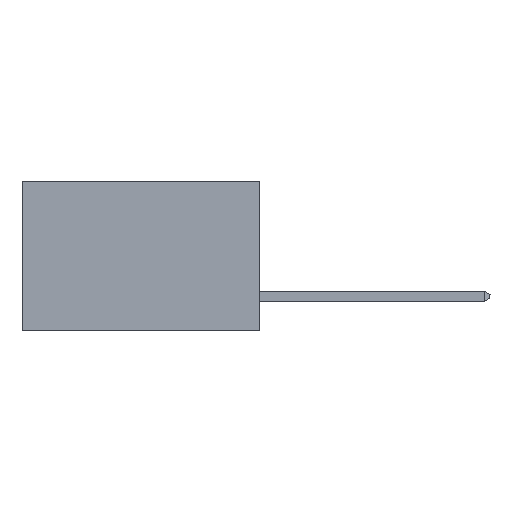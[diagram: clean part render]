
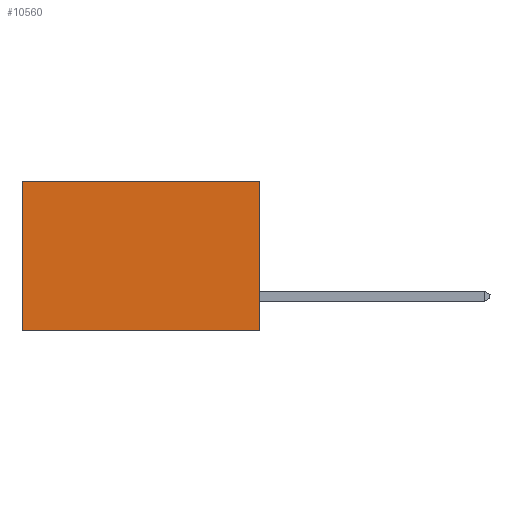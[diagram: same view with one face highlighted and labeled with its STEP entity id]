
A CAD part, left-side view. The second image highlights one B-rep face of the part: STEP entity #10560.
In plain terms, the highlighted planar face has unit normal (-1, 0, 0).
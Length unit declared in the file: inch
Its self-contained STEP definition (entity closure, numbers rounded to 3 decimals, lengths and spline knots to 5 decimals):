
#1041 = CARTESIAN_POINT ( 'NONE',  ( 0.277, 0., 0. ) ) ;
#1111 = EDGE_LOOP ( 'NONE', ( #12464, #15612, #6822, #4487 ) ) ;
#2717 = DIRECTION ( 'NONE',  ( 1., 0., 0. ) ) ;
#3286 = LINE ( 'NONE', #1041, #28133 ) ;
#3500 = CARTESIAN_POINT ( 'NONE',  ( 0.277, 0., -0.37 ) ) ;
#3926 = VERTEX_POINT ( 'NONE', #3500 ) ;
#4367 = DIRECTION ( 'NONE',  ( 0., 1., 0. ) ) ;
#4487 = ORIENTED_EDGE ( 'NONE', *, *, #18052, .T. ) ;
#6822 = ORIENTED_EDGE ( 'NONE', *, *, #29885, .F. ) ;
#7979 = LINE ( 'NONE', #13782, #14431 ) ;
#8452 = CARTESIAN_POINT ( 'NONE',  ( 0.277, 0.59, -0.37 ) ) ;
#8607 = VERTEX_POINT ( 'NONE', #21599 ) ;
#9203 = AXIS2_PLACEMENT_3D ( 'NONE', #17368, #2717, #19774 ) ;
#10338 = VERTEX_POINT ( 'NONE', #28402 ) ;
#10560 = ADVANCED_FACE ( 'NONE', ( #14266 ), #12450, .F. ) ;
#11614 = EDGE_CURVE ( 'NONE', #3926, #20562, #12382, .T. ) ;
#12382 = LINE ( 'NONE', #26090, #18855 ) ;
#12450 = PLANE ( 'NONE',  #9203 ) ;
#12464 = ORIENTED_EDGE ( 'NONE', *, *, #25217, .T. ) ;
#13782 = CARTESIAN_POINT ( 'NONE',  ( 0.277, 0.59, -0.37 ) ) ;
#14266 = FACE_OUTER_BOUND ( 'NONE', #1111, .T. ) ;
#14431 = VECTOR ( 'NONE', #16234, 39.37008 ) ;
#15612 = ORIENTED_EDGE ( 'NONE', *, *, #11614, .F. ) ;
#15879 = CARTESIAN_POINT ( 'NONE',  ( 0.277, 0., -0.37 ) ) ;
#16234 = DIRECTION ( 'NONE',  ( 0., 0., -1. ) ) ;
#17368 = CARTESIAN_POINT ( 'NONE',  ( 0.277, 0., -0.37 ) ) ;
#18052 = EDGE_CURVE ( 'NONE', #8607, #10338, #3286, .T. ) ;
#18296 = DIRECTION ( 'NONE',  ( 0., 0., -1. ) ) ;
#18855 = VECTOR ( 'NONE', #4367, 39.37008 ) ;
#19774 = DIRECTION ( 'NONE',  ( 0., 0., -1. ) ) ;
#20562 = VERTEX_POINT ( 'NONE', #8452 ) ;
#21599 = CARTESIAN_POINT ( 'NONE',  ( 0.277, 0., 0. ) ) ;
#22470 = VECTOR ( 'NONE', #18296, 39.37008 ) ;
#22882 = DIRECTION ( 'NONE',  ( 0., 1., 0. ) ) ;
#25217 = EDGE_CURVE ( 'NONE', #10338, #20562, #7979, .T. ) ;
#26090 = CARTESIAN_POINT ( 'NONE',  ( 0.277, 0., -0.37 ) ) ;
#28133 = VECTOR ( 'NONE', #22882, 39.37008 ) ;
#28402 = CARTESIAN_POINT ( 'NONE',  ( 0.277, 0.59, 0. ) ) ;
#28683 = LINE ( 'NONE', #15879, #22470 ) ;
#29885 = EDGE_CURVE ( 'NONE', #8607, #3926, #28683, .T. ) ;
